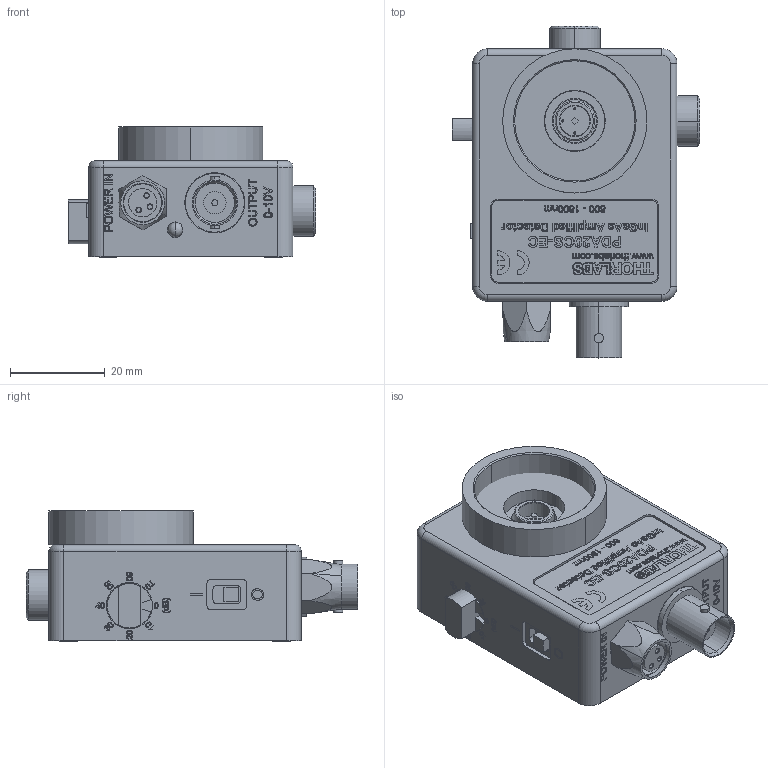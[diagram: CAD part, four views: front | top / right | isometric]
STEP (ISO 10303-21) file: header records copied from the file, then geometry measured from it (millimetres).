
FILE_DESCRIPTION (( 'STEP AP214' ), '1' );
FILE_NAME ('23154-E0W.STEP', '2012-06-08T19:06:10', ( 'Admin' ), ( '' ), 'SwSTEP 2.0', 'SolidWorks 2011', '' );
FILE_SCHEMA (( 'AUTOMOTIVE_DESIGN' ));
Length unit declared in the file: inch
Products named in the file (18): 13053-001_Etching; 23155-002_PDA20CS-EC-LB1; 23154-E0W; SH2S019-1_HX-SHCS 0.086-56x0.188x0.188-N; GH7257-ND_button; Board; SM1T1; FGA21; PFH2S025-1_CR-FHMS 0.086-56x0.25x0.25-N; switch_Off; LM1XY-10_Metric; 13054-007; BNC Nut; RKMF3; T1 LED_Green Short Leads; pcb; 13054-009; BNC_PMt
Assembly tree (23 placements, depth 2):
  23154-E0W
    SH2S019-1_HX-SHCS 0.086-56x0.188x0.188-N  x3
    PFH2S025-1_CR-FHMS 0.086-56x0.25x0.25-N  x4
    13053-001_Etching
    LM1XY-10_Metric  x2
    BNC_PMt
    pcb
    T1 LED_Green Short Leads
    FGA21
    switch_Off
    13054-007
    23155-002_PDA20CS-EC-LB1
    GH7257-ND_button
    Board
    13054-009
    BNC Nut
    SM1T1
    RKMF3
Bounding box: 52.32 x 70.13 x 27.47 mm (x, y, z)
Volume: 25657.6 mm3; surface area: 31537.7 mm2
Topology: 24 solids, 24 shells, 2340 faces, 6018 edges, 3939 vertices
Faces by surface type: plane 1177, bspline 706, cylinder 351, cone 82, torus 22, sphere 2
Entity records: 124936 total; most frequent: CARTESIAN_POINT 51647, ORIENTED_EDGE 11432, DIRECTION 8072, EDGE_CURVE 5716, VERTEX_POINT 3778, LINE 3548, VECTOR 3548, EDGE_LOOP 2534
